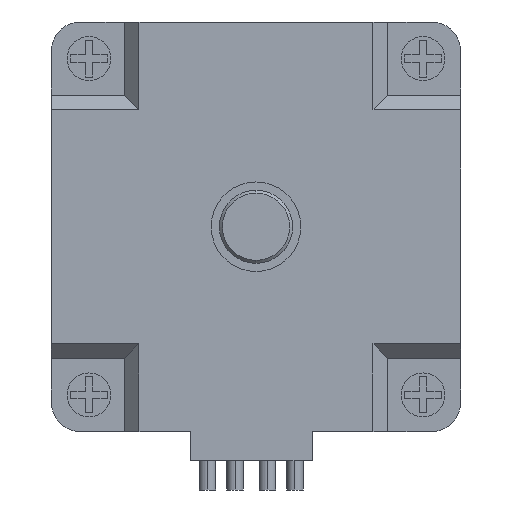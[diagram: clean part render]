
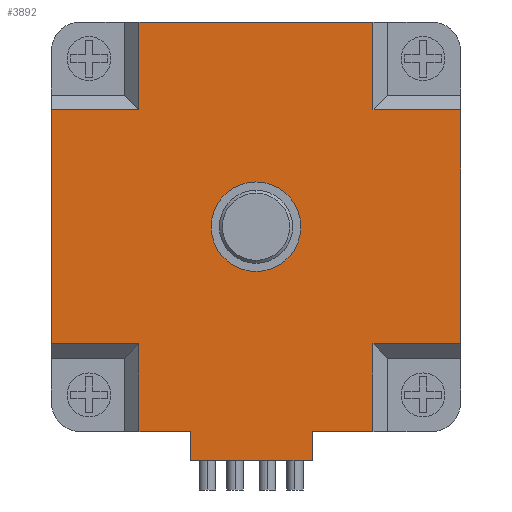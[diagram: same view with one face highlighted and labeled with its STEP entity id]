
A CAD part, left-side view. The second image highlights one B-rep face of the part: STEP entity #3892.
In plain terms, the highlighted planar face has unit normal (-1, 0, 0).
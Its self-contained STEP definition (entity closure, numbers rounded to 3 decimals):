
#35 = AXIS2_PLACEMENT_3D ( 'NONE', #5218, #2939, #420 ) ;
#43 = DIRECTION ( 'NONE',  ( 0., 0., -1. ) ) ;
#52 = CARTESIAN_POINT ( 'NONE',  ( -33., 0., -3.06 ) ) ;
#96 = ORIENTED_EDGE ( 'NONE', *, *, #5023, .T. ) ;
#100 = ORIENTED_EDGE ( 'NONE', *, *, #4463, .F. ) ;
#111 = ORIENTED_EDGE ( 'NONE', *, *, #216, .F. ) ;
#216 = EDGE_CURVE ( 'NONE', #2865, #2866, #1219, .T. ) ;
#242 = LINE ( 'NONE', #5789, #3001 ) ;
#282 = FACE_OUTER_BOUND ( 'NONE', #6389, .T. ) ;
#294 = DIRECTION ( 'NONE',  ( 0., 0., -1. ) ) ;
#385 = DIRECTION ( 'NONE',  ( 0., 0., 1. ) ) ;
#420 = DIRECTION ( 'NONE',  ( 0., 0., -1. ) ) ;
#455 = EDGE_CURVE ( 'NONE', #2812, #2866, #6517, .T. ) ;
#468 = LINE ( 'NONE', #4341, #5672 ) ;
#557 = CARTESIAN_POINT ( 'NONE',  ( -33., 4.477, -14. ) ) ;
#580 = CARTESIAN_POINT ( 'NONE',  ( -33., 8., -14. ) ) ;
#594 = DIRECTION ( 'NONE',  ( 0., 0., 1. ) ) ;
#660 = ORIENTED_EDGE ( 'NONE', *, *, #2742, .F. ) ;
#685 = VERTEX_POINT ( 'NONE', #2612 ) ;
#717 = CARTESIAN_POINT ( 'NONE',  ( -33., -14., -14. ) ) ;
#766 = EDGE_CURVE ( 'NONE', #1061, #2410, #5629, .T. ) ;
#827 = CARTESIAN_POINT ( 'NONE',  ( -33., -14., -14. ) ) ;
#843 = EDGE_LOOP ( 'NONE', ( #96, #1723 ) ) ;
#874 = VERTEX_POINT ( 'NONE', #3744 ) ;
#990 = EDGE_CURVE ( 'NONE', #5082, #4285, #6178, .T. ) ;
#1030 = CARTESIAN_POINT ( 'NONE',  ( -33., -8., 14. ) ) ;
#1061 = VERTEX_POINT ( 'NONE', #6246 ) ;
#1078 = ORIENTED_EDGE ( 'NONE', *, *, #2178, .F. ) ;
#1095 = VECTOR ( 'NONE', #2319, 1000. ) ;
#1153 = AXIS2_PLACEMENT_3D ( 'NONE', #3048, #5186, #385 ) ;
#1170 = CARTESIAN_POINT ( 'NONE',  ( -33., 8., -8. ) ) ;
#1219 = LINE ( 'NONE', #717, #2938 ) ;
#1238 = CARTESIAN_POINT ( 'NONE',  ( -33., 8., 8. ) ) ;
#1295 = VECTOR ( 'NONE', #2524, 1000. ) ;
#1354 = EDGE_CURVE ( 'NONE', #874, #3489, #2363, .T. ) ;
#1371 = CARTESIAN_POINT ( 'NONE',  ( -33., -14., -8. ) ) ;
#1531 = VERTEX_POINT ( 'NONE', #4949 ) ;
#1535 = ORIENTED_EDGE ( 'NONE', *, *, #2825, .T. ) ;
#1537 = DIRECTION ( 'NONE',  ( 0., 0., -1. ) ) ;
#1608 = EDGE_CURVE ( 'NONE', #4176, #2812, #1815, .T. ) ;
#1723 = ORIENTED_EDGE ( 'NONE', *, *, #3877, .T. ) ;
#1815 = LINE ( 'NONE', #6726, #2133 ) ;
#1860 = CARTESIAN_POINT ( 'NONE',  ( -33., 8., 0. ) ) ;
#1887 = ORIENTED_EDGE ( 'NONE', *, *, #3332, .T. ) ;
#2023 = CARTESIAN_POINT ( 'NONE',  ( -33., 14., 14. ) ) ;
#2070 = CARTESIAN_POINT ( 'NONE',  ( -33., 4.477, -16. ) ) ;
#2133 = VECTOR ( 'NONE', #4629, 1000. ) ;
#2178 = EDGE_CURVE ( 'NONE', #4176, #6500, #6833, .T. ) ;
#2184 = VECTOR ( 'NONE', #5213, 1000. ) ;
#2319 = DIRECTION ( 'NONE',  ( 0., 0., 1. ) ) ;
#2363 = LINE ( 'NONE', #3951, #5168 ) ;
#2410 = VERTEX_POINT ( 'NONE', #5259 ) ;
#2524 = DIRECTION ( 'NONE',  ( 0., 1., 0. ) ) ;
#2537 = CARTESIAN_POINT ( 'NONE',  ( -33., 4.477, -16. ) ) ;
#2612 = CARTESIAN_POINT ( 'NONE',  ( -33., 0., 3.06 ) ) ;
#2742 = EDGE_CURVE ( 'NONE', #2410, #2865, #4691, .T. ) ;
#2812 = VERTEX_POINT ( 'NONE', #1170 ) ;
#2813 = CARTESIAN_POINT ( 'NONE',  ( -33., -14., 14. ) ) ;
#2825 = EDGE_CURVE ( 'NONE', #1531, #5048, #4355, .T. ) ;
#2865 = VERTEX_POINT ( 'NONE', #557 ) ;
#2866 = VERTEX_POINT ( 'NONE', #4678 ) ;
#2938 = VECTOR ( 'NONE', #3512, 1000. ) ;
#2939 = DIRECTION ( 'NONE',  ( 1., 0., 0. ) ) ;
#2999 = ORIENTED_EDGE ( 'NONE', *, *, #766, .F. ) ;
#3001 = VECTOR ( 'NONE', #6116, 1000. ) ;
#3048 = CARTESIAN_POINT ( 'NONE',  ( -33., 0., 0. ) ) ;
#3142 = VECTOR ( 'NONE', #6817, 1000. ) ;
#3243 = ORIENTED_EDGE ( 'NONE', *, *, #5654, .F. ) ;
#3293 = VECTOR ( 'NONE', #294, 1000. ) ;
#3298 = VECTOR ( 'NONE', #4637, 1000. ) ;
#3332 = EDGE_CURVE ( 'NONE', #5048, #6335, #3509, .T. ) ;
#3400 = DIRECTION ( 'NONE',  ( 0., -1., 0. ) ) ;
#3428 = DIRECTION ( 'NONE',  ( 0., 0., 1. ) ) ;
#3461 = VECTOR ( 'NONE', #594, 1000. ) ;
#3470 = CARTESIAN_POINT ( 'NONE',  ( -33., -14., -8. ) ) ;
#3488 = CIRCLE ( 'NONE', #35, 3.06 ) ;
#3489 = VERTEX_POINT ( 'NONE', #1030 ) ;
#3509 = LINE ( 'NONE', #3470, #4033 ) ;
#3512 = DIRECTION ( 'NONE',  ( 0., 1., 0. ) ) ;
#3709 = ORIENTED_EDGE ( 'NONE', *, *, #4610, .T. ) ;
#3728 = ORIENTED_EDGE ( 'NONE', *, *, #5322, .T. ) ;
#3744 = CARTESIAN_POINT ( 'NONE',  ( -33., -8., 8. ) ) ;
#3792 = VERTEX_POINT ( 'NONE', #5053 ) ;
#3843 = ORIENTED_EDGE ( 'NONE', *, *, #1608, .T. ) ;
#3861 = ORIENTED_EDGE ( 'NONE', *, *, #455, .T. ) ;
#3877 = EDGE_CURVE ( 'NONE', #685, #6220, #3488, .T. ) ;
#3892 = ADVANCED_FACE ( 'NONE', ( #5086, #282 ), #5153, .T. ) ;
#3951 = CARTESIAN_POINT ( 'NONE',  ( -33., -8., 14. ) ) ;
#3994 = VECTOR ( 'NONE', #5651, 1000. ) ;
#4019 = CARTESIAN_POINT ( 'NONE',  ( -33., -14., 14. ) ) ;
#4024 = LINE ( 'NONE', #6177, #1295 ) ;
#4033 = VECTOR ( 'NONE', #3400, 1000. ) ;
#4176 = VERTEX_POINT ( 'NONE', #5346 ) ;
#4265 = DIRECTION ( 'NONE',  ( 0., 1., 0. ) ) ;
#4285 = VERTEX_POINT ( 'NONE', #1238 ) ;
#4341 = CARTESIAN_POINT ( 'NONE',  ( -33., 14., 8. ) ) ;
#4355 = LINE ( 'NONE', #5972, #3461 ) ;
#4447 = CARTESIAN_POINT ( 'NONE',  ( -33., 8., 14. ) ) ;
#4463 = EDGE_CURVE ( 'NONE', #6620, #6335, #5553, .T. ) ;
#4610 = EDGE_CURVE ( 'NONE', #6620, #874, #4024, .T. ) ;
#4629 = DIRECTION ( 'NONE',  ( 0., -1., 0. ) ) ;
#4637 = DIRECTION ( 'NONE',  ( 0., 1., 0. ) ) ;
#4678 = CARTESIAN_POINT ( 'NONE',  ( -33., 8., -14. ) ) ;
#4691 = LINE ( 'NONE', #2070, #3142 ) ;
#4852 = ORIENTED_EDGE ( 'NONE', *, *, #1354, .T. ) ;
#4890 = EDGE_CURVE ( 'NONE', #1531, #3792, #6733, .T. ) ;
#4943 = ORIENTED_EDGE ( 'NONE', *, *, #4983, .T. ) ;
#4949 = CARTESIAN_POINT ( 'NONE',  ( -33., -8., -14. ) ) ;
#4983 = EDGE_CURVE ( 'NONE', #4285, #6500, #468, .T. ) ;
#5023 = EDGE_CURVE ( 'NONE', #6220, #685, #6788, .T. ) ;
#5048 = VERTEX_POINT ( 'NONE', #5480 ) ;
#5053 = CARTESIAN_POINT ( 'NONE',  ( -33., -3.835, -14. ) ) ;
#5082 = VERTEX_POINT ( 'NONE', #4447 ) ;
#5086 = FACE_BOUND ( 'NONE', #843, .T. ) ;
#5100 = DIRECTION ( 'NONE',  ( 0., 0., -1. ) ) ;
#5153 = PLANE ( 'NONE',  #1153 ) ;
#5168 = VECTOR ( 'NONE', #3428, 1000. ) ;
#5186 = DIRECTION ( 'NONE',  ( -1., 0., 0. ) ) ;
#5213 = DIRECTION ( 'NONE',  ( 0., 1., 0. ) ) ;
#5218 = CARTESIAN_POINT ( 'NONE',  ( -33., 0., 0. ) ) ;
#5259 = CARTESIAN_POINT ( 'NONE',  ( -33., 4.477, -16. ) ) ;
#5322 = EDGE_CURVE ( 'NONE', #1061, #3792, #242, .T. ) ;
#5346 = CARTESIAN_POINT ( 'NONE',  ( -33., 14., -8. ) ) ;
#5480 = CARTESIAN_POINT ( 'NONE',  ( -33., -8., -8. ) ) ;
#5553 = LINE ( 'NONE', #2813, #3293 ) ;
#5626 = VECTOR ( 'NONE', #43, 1000. ) ;
#5629 = LINE ( 'NONE', #2537, #2184 ) ;
#5645 = VECTOR ( 'NONE', #5100, 1000. ) ;
#5651 = DIRECTION ( 'NONE',  ( 0., -1., 0. ) ) ;
#5654 = EDGE_CURVE ( 'NONE', #5082, #3489, #6202, .T. ) ;
#5672 = VECTOR ( 'NONE', #4265, 1000. ) ;
#5697 = ORIENTED_EDGE ( 'NONE', *, *, #990, .T. ) ;
#5704 = ORIENTED_EDGE ( 'NONE', *, *, #4890, .F. ) ;
#5709 = CARTESIAN_POINT ( 'NONE',  ( -33., -14., 8. ) ) ;
#5789 = CARTESIAN_POINT ( 'NONE',  ( -33., -3.835, -16. ) ) ;
#5972 = CARTESIAN_POINT ( 'NONE',  ( -33., -8., 0. ) ) ;
#6058 = CARTESIAN_POINT ( 'NONE',  ( -33., 14., 8. ) ) ;
#6116 = DIRECTION ( 'NONE',  ( 0., 0., 1. ) ) ;
#6177 = CARTESIAN_POINT ( 'NONE',  ( -33., 0., 8. ) ) ;
#6178 = LINE ( 'NONE', #1860, #5645 ) ;
#6202 = LINE ( 'NONE', #4019, #3994 ) ;
#6220 = VERTEX_POINT ( 'NONE', #52 ) ;
#6246 = CARTESIAN_POINT ( 'NONE',  ( -33., -3.835, -16. ) ) ;
#6335 = VERTEX_POINT ( 'NONE', #1371 ) ;
#6337 = DIRECTION ( 'NONE',  ( 1., 0., 0. ) ) ;
#6389 = EDGE_LOOP ( 'NONE', ( #5704, #1535, #1887, #100, #3709, #4852, #3243, #5697, #4943, #1078, #3843, #3861, #111, #660, #2999, #3728 ) ) ;
#6500 = VERTEX_POINT ( 'NONE', #6058 ) ;
#6517 = LINE ( 'NONE', #580, #5626 ) ;
#6620 = VERTEX_POINT ( 'NONE', #5709 ) ;
#6685 = AXIS2_PLACEMENT_3D ( 'NONE', #6936, #6337, #1537 ) ;
#6726 = CARTESIAN_POINT ( 'NONE',  ( -33., 0., -8. ) ) ;
#6733 = LINE ( 'NONE', #827, #3298 ) ;
#6788 = CIRCLE ( 'NONE', #6685, 3.06 ) ;
#6817 = DIRECTION ( 'NONE',  ( 0., 0., 1. ) ) ;
#6833 = LINE ( 'NONE', #2023, #1095 ) ;
#6936 = CARTESIAN_POINT ( 'NONE',  ( -33., 0., 0. ) ) ;
